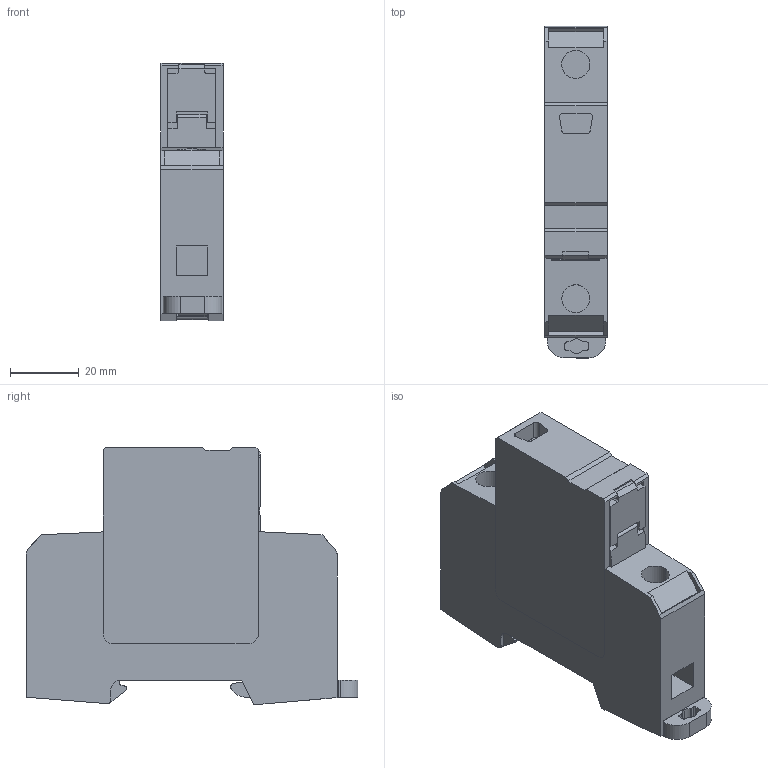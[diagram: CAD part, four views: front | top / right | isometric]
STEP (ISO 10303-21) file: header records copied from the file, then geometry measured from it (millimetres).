
FILE_DESCRIPTION(('CATIA V5 STEP Exchange','CAx-IF Rec.Pracs.--- Model Styling and Organization---1.4--- 2014-01-23'),'2;1');
FILE_NAME ('D1361311_4', '2020-03-25T13:35:42+00:00', ('none'), ('Weidmueller'), 'CATIA Version 5-6 Release 2016 SP3 HF44', 'CATIA V5 STEP AP214', 'none');
FILE_SCHEMA(('AUTOMOTIVE_DESIGN { 1 0 10303 214 1 1 1 1 }'));
Length unit declared in the file: millimetre
Products named in the file (1): 2730800000
Bounding box: 18 x 96.23 x 74.75 mm (x, y, z)
Volume: 89689.2 mm3; surface area: 27496.7 mm2
Topology: 9 solids, 9 shells, 298 faces, 871 edges, 607 vertices
Faces by surface type: plane 216, cylinder 60, extrusion 22
Entity records: 10250 total; most frequent: CARTESIAN_POINT 2284, ORIENTED_EDGE 1742, DIRECTION 1259, EDGE_CURVE 871, VECTOR 681, LINE 659, VERTEX_POINT 607, AXIS2_PLACEMENT_3D 354
